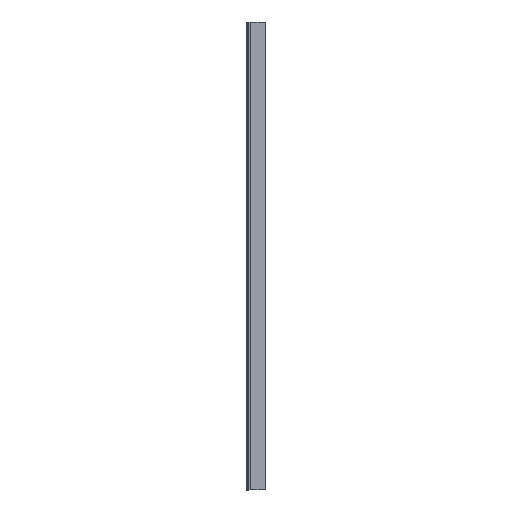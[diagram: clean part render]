
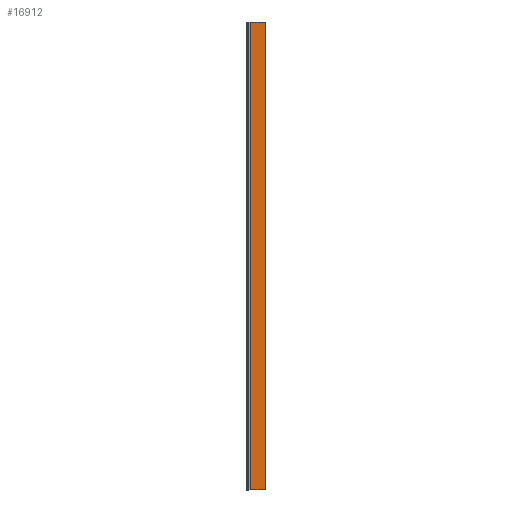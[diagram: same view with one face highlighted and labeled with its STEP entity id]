
A CAD part, left-side view. The second image highlights one B-rep face of the part: STEP entity #16912.
In plain terms, the highlighted planar face has unit normal (-1, 0, 0).
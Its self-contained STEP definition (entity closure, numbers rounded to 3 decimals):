
#996 = CARTESIAN_POINT ( 'NONE',  ( -170.5, 3., 0. ) ) ;
#1277 = EDGE_CURVE ( 'NONE', #5223, #9012, #8292, .T. ) ;
#1911 = DIRECTION ( 'NONE',  ( 0., -1., 0. ) ) ;
#2302 = DIRECTION ( 'NONE',  ( -1., 0., 0. ) ) ;
#2835 = ORIENTED_EDGE ( 'NONE', *, *, #14203, .T. ) ;
#3179 = DIRECTION ( 'NONE',  ( 0., -1., 0. ) ) ;
#3974 = CARTESIAN_POINT ( 'NONE',  ( -170.5, 0., -2399. ) ) ;
#4697 = VERTEX_POINT ( 'NONE', #13929 ) ;
#4739 = LINE ( 'NONE', #15225, #11691 ) ;
#5111 = LINE ( 'NONE', #11036, #15840 ) ;
#5223 = VERTEX_POINT ( 'NONE', #996 ) ;
#5234 = LINE ( 'NONE', #15413, #8663 ) ;
#6183 = EDGE_CURVE ( 'NONE', #4697, #6562, #5234, .T. ) ;
#6562 = VERTEX_POINT ( 'NONE', #12098 ) ;
#8292 = LINE ( 'NONE', #15654, #17565 ) ;
#8663 = VECTOR ( 'NONE', #11155, 1000. ) ;
#9012 = VERTEX_POINT ( 'NONE', #19025 ) ;
#9280 = AXIS2_PLACEMENT_3D ( 'NONE', #3974, #2302, #14257 ) ;
#11036 = CARTESIAN_POINT ( 'NONE',  ( -170.5, 0., 0. ) ) ;
#11155 = DIRECTION ( 'NONE',  ( 0., 0., 1. ) ) ;
#11691 = VECTOR ( 'NONE', #3179, 1000. ) ;
#12098 = CARTESIAN_POINT ( 'NONE',  ( -170.5, 92., 0. ) ) ;
#13929 = CARTESIAN_POINT ( 'NONE',  ( -170.5, 92., -2399. ) ) ;
#14012 = DIRECTION ( 'NONE',  ( 0., 0., -1. ) ) ;
#14203 = EDGE_CURVE ( 'NONE', #4697, #9012, #4739, .T. ) ;
#14257 = DIRECTION ( 'NONE',  ( 0., 0., 1. ) ) ;
#15225 = CARTESIAN_POINT ( 'NONE',  ( -170.5, 0., -2399. ) ) ;
#15413 = CARTESIAN_POINT ( 'NONE',  ( -170.5, 92., -2399. ) ) ;
#15654 = CARTESIAN_POINT ( 'NONE',  ( -170.5, 3., -2399. ) ) ;
#15840 = VECTOR ( 'NONE', #1911, 1000. ) ;
#15948 = ORIENTED_EDGE ( 'NONE', *, *, #6183, .F. ) ;
#16630 = ORIENTED_EDGE ( 'NONE', *, *, #17953, .F. ) ;
#16912 = ADVANCED_FACE ( 'NONE', ( #18802 ), #17242, .T. ) ;
#17242 = PLANE ( 'NONE',  #9280 ) ;
#17565 = VECTOR ( 'NONE', #14012, 1000. ) ;
#17825 = ORIENTED_EDGE ( 'NONE', *, *, #1277, .F. ) ;
#17953 = EDGE_CURVE ( 'NONE', #6562, #5223, #5111, .T. ) ;
#18462 = EDGE_LOOP ( 'NONE', ( #17825, #16630, #15948, #2835 ) ) ;
#18802 = FACE_OUTER_BOUND ( 'NONE', #18462, .T. ) ;
#19025 = CARTESIAN_POINT ( 'NONE',  ( -170.5, 3., -2399. ) ) ;
